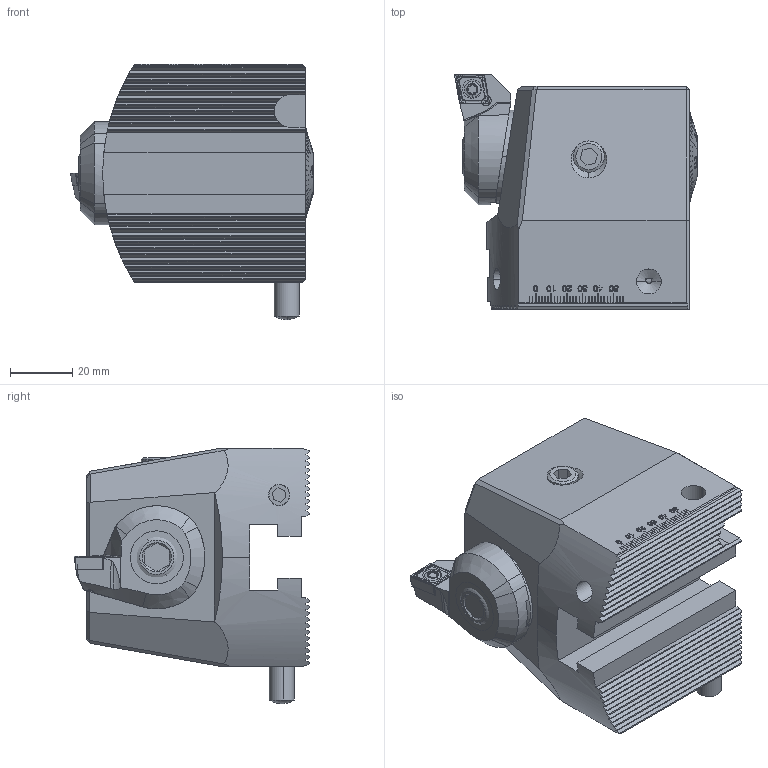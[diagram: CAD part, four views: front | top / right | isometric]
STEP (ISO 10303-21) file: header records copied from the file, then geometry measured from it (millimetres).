
FILE_DESCRIPTION (( 'STEP AP203' ), '1' );
FILE_NAME ('EBUF-F09-75.STEP', '2018-03-07T12:47:45', ( 'SWIAdmin' ), ( 'Hewlett-Packard Company' ), 'SwSTEP 2.0', 'SolidWorks 2017', '' );
FILE_SCHEMA (( 'CONFIG_CONTROL_DESIGN' ));
Length unit declared in the file: millimetre
Products named in the file (22): A55-BG2.012.006_B; ISO 4028 - M8 x 35; A55-BG2.011.016_D; ISO 4026 - M10 x 10; VK1-F0U.001.075_C; F72-BG2.014.020_B; A55-BG3.011.033_A_PreviewCfg; F55-WCB.001.013_D_fertigbearbeitet; F72-BG2.015.020_B; Klebstoff D10; CCMT09T304; DIN 3771 - 25x1.5; F72-BG1.011.056_D; WCB-ER2.001.009_A; F72-BG1.014.056; F55-BG1.012.012_A; F55-WCB.001.013; EBUF-F09-75; F72-BG1.011.056; F55-ER1.101.016_A; A55-BG2.013.005_C; ISO 8734 - 8 x 20 m6
Assembly tree (22 placements, depth 4):
  EBUF-F09-75
    VK1-F0U.001.075_C
    F55-WCB.001.013
      F55-WCB.001.013_D_fertigbearbeitet
      CCMT09T304
      WCB-ER2.001.009_A
    F55-ER1.101.016_A
    ISO 8734 - 8 x 20 m6
    ISO 4028 - M8 x 35
    ISO 4026 - M10 x 10
    A55-BG3.011.033_A_PreviewCfg
    Klebstoff D10
    F72-BG1.014.056
      F72-BG1.011.056
        F72-BG1.011.056_D
        F55-BG1.012.012_A
      A55-BG2.013.005_C
      A55-BG2.012.006_B
      F72-BG2.015.020_B
        A55-BG2.011.016_D
        F72-BG2.014.020_B
      DIN 3771 - 25x1.5
    WCB-ER2.001.009_A
Bounding box: 77.95 x 75.58 x 82 mm (x, y, z)
Volume: 258214.2 mm3; surface area: 61374.7 mm2
Topology: 20 solids, 20 shells, 1222 faces, 3186 edges, 2021 vertices
Faces by surface type: plane 640, cone 197, cylinder 187, bspline 126, torus 64, sphere 8
Entity records: 46587 total; most frequent: CARTESIAN_POINT 16893, ORIENTED_EDGE 6144, DIRECTION 5015, EDGE_CURVE 3072, VERTEX_POINT 1961, AXIS2_PLACEMENT_3D 1717, LINE 1581, VECTOR 1581
